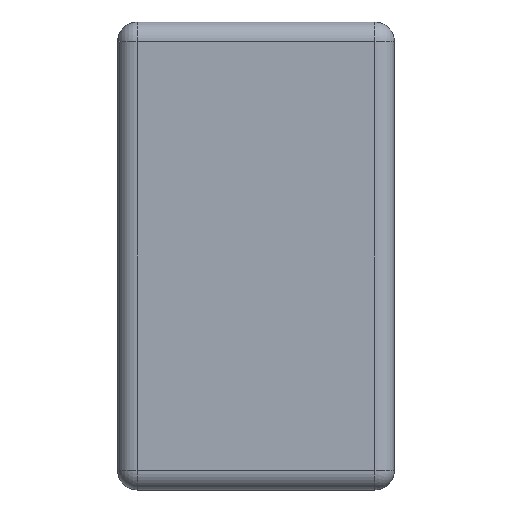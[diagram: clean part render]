
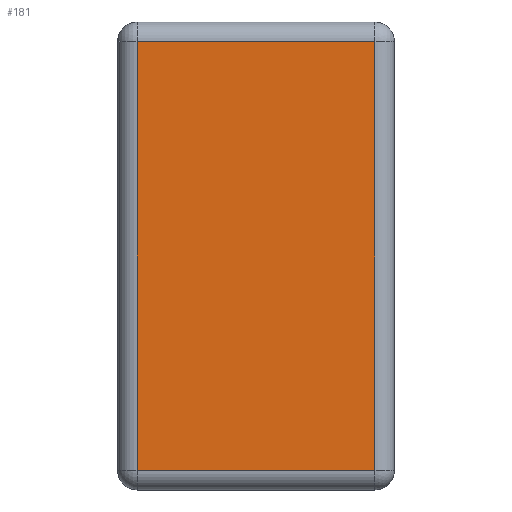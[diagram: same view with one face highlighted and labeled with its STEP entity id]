
A CAD part, left-side view. The second image highlights one B-rep face of the part: STEP entity #181.
In plain terms, the highlighted planar face has unit normal (-1, 0, 0).
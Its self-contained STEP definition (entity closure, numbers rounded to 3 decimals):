
#181 = ADVANCED_FACE ( 'NONE', ( #935 ), #920, .F. ) ;
#182 = EDGE_LOOP ( 'NONE', ( #183, #187, #240, #243 ) ) ;
#183 = ORIENTED_EDGE ( 'NONE', *, *, #184, .T. ) ;
#184 = EDGE_CURVE ( 'NONE', #185, #186, #970, .T. ) ;
#185 = VERTEX_POINT ( 'NONE', #966 ) ;
#186 = VERTEX_POINT ( 'NONE', #965 ) ;
#187 = ORIENTED_EDGE ( 'NONE', *, *, #239, .T. ) ;
#188 = VERTEX_POINT ( 'NONE', #964 ) ;
#239 = EDGE_CURVE ( 'NONE', #186, #188, #1120, .T. ) ;
#240 = ORIENTED_EDGE ( 'NONE', *, *, #241, .T. ) ;
#241 = EDGE_CURVE ( 'NONE', #188, #242, #1116, .T. ) ;
#242 = VERTEX_POINT ( 'NONE', #1165 ) ;
#243 = ORIENTED_EDGE ( 'NONE', *, *, #244, .T. ) ;
#244 = EDGE_CURVE ( 'NONE', #242, #185, #1163, .T. ) ;
#916 = DIRECTION ( 'NONE',  ( 0., 0., -1. ) ) ;
#917 = DIRECTION ( 'NONE',  ( 1., 0., 0. ) ) ;
#918 = CARTESIAN_POINT ( 'NONE',  ( -1., 0.71, 0.6 ) ) ;
#919 = AXIS2_PLACEMENT_3D ( 'NONE', #918, #917, #916 ) ;
#920 = PLANE ( 'NONE',  #919 ) ;
#935 = FACE_OUTER_BOUND ( 'NONE', #182, .T. ) ;
#964 = CARTESIAN_POINT ( 'NONE',  ( -1., 0.66, -0.55 ) ) ;
#965 = CARTESIAN_POINT ( 'NONE',  ( -1., 0.66, 0.55 ) ) ;
#966 = CARTESIAN_POINT ( 'NONE',  ( -1., 0.05, 0.55 ) ) ;
#967 = DIRECTION ( 'NONE',  ( 0., 1., 0. ) ) ;
#968 = VECTOR ( 'NONE', #967, 1000. ) ;
#969 = CARTESIAN_POINT ( 'NONE',  ( -1., 0.71, 0.55 ) ) ;
#970 = LINE ( 'NONE', #969, #968 ) ;
#1113 = DIRECTION ( 'NONE',  ( 0., -1., 0. ) ) ;
#1114 = VECTOR ( 'NONE', #1113, 1000. ) ;
#1115 = CARTESIAN_POINT ( 'NONE',  ( -1., 0.71, -0.55 ) ) ;
#1116 = LINE ( 'NONE', #1115, #1114 ) ;
#1117 = DIRECTION ( 'NONE',  ( 0., 0., -1. ) ) ;
#1118 = VECTOR ( 'NONE', #1117, 1000. ) ;
#1119 = CARTESIAN_POINT ( 'NONE',  ( -1., 0.66, 0.6 ) ) ;
#1120 = LINE ( 'NONE', #1119, #1118 ) ;
#1160 = DIRECTION ( 'NONE',  ( 0., 0., 1. ) ) ;
#1161 = VECTOR ( 'NONE', #1160, 1000. ) ;
#1162 = CARTESIAN_POINT ( 'NONE',  ( -1., 0.05, 0.6 ) ) ;
#1163 = LINE ( 'NONE', #1162, #1161 ) ;
#1165 = CARTESIAN_POINT ( 'NONE',  ( -1., 0.05, -0.55 ) ) ;
